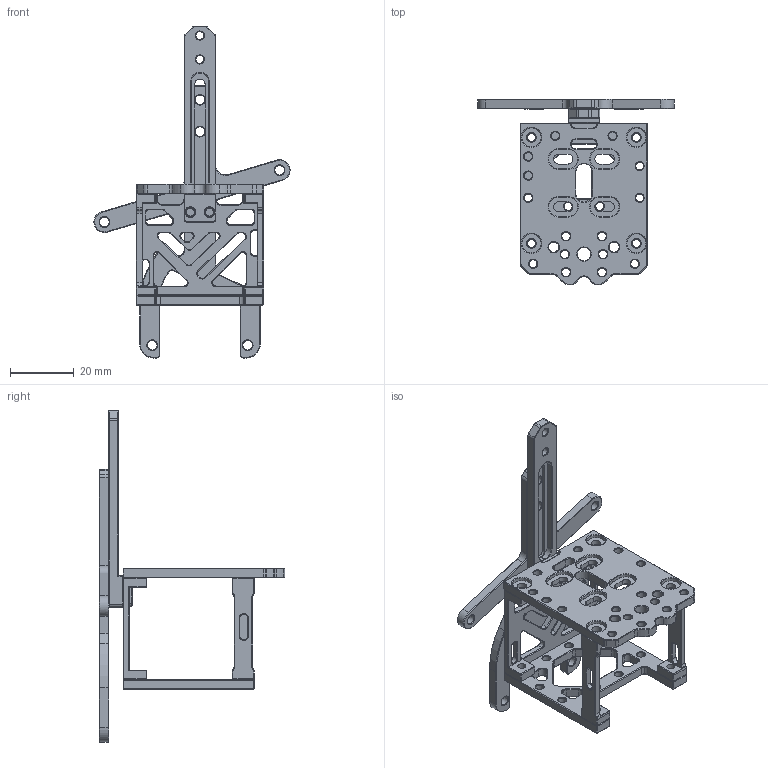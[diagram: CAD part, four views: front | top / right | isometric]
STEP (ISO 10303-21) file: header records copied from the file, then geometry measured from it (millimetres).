
FILE_DESCRIPTION(('HOOPS Exchange Step'),'2;1');
FILE_NAME('temp_export','2025-09-23T05:21:53-05:00',('DentedAF'),('Shapr3D Limited'),'HOOPS Exchange 2025.5','Shapr3D','Authorized');
FILE_SCHEMA( ('AP242_MANAGED_MODEL_BASED_3D_ENGINEERING_MIM_LF {1 0 10303 442 1 1 4}') );
Length unit declared in the file: millimetre
Products named in the file (2): VzBot CNC Printhead; root
Assembly tree (1 placements, depth 2):
  root
    VzBot CNC Printhead
Bounding box: 61.62 x 58.36 x 104.37 mm (x, y, z)
Volume: 14164 mm3; surface area: 18137.6 mm2
Topology: 7 solids, 7 shells, 1329 faces, 3365 edges, 2057 vertices
Faces by surface type: plane 618, cone 447, cylinder 264
Full cylindrical faces by diameter (mm): 2.5 x29, 2.6 x6, 3 x16, 3.2 x2, 4.15 x1, 6 x6
Entity records: 39902 total; most frequent: DIRECTION 7172, CARTESIAN_POINT 6827, ORIENTED_EDGE 6730, EDGE_CURVE 3365, AXIS2_PLACEMENT_3D 2495, VECTOR 2182, LINE 2182, VERTEX_POINT 2057
